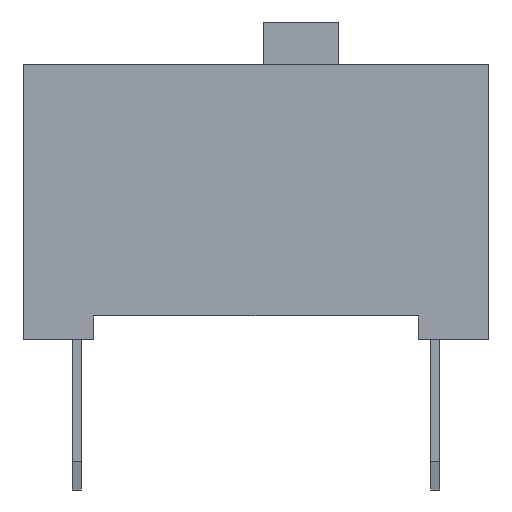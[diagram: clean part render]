
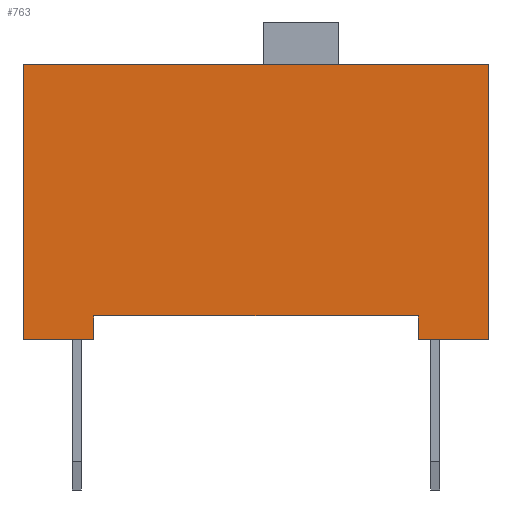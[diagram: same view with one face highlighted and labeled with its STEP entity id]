
A CAD part, front view. The second image highlights one B-rep face of the part: STEP entity #763.
In plain terms, the highlighted planar face has unit normal (0, -1, 0).
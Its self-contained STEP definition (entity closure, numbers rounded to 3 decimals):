
#12=DIRECTION('',(0.,0.,1.));
#27=VECTOR('',#28,1.);
#28=DIRECTION('',(-1.,0.,0.));
#34=VECTOR('',#12,1.);
#69=CARTESIAN_POINT('',(8.76,-30.185,0.));
#81=VERTEX_POINT('',#82);
#82=CARTESIAN_POINT('',(-1.14,-30.185,5.85));
#85=EDGE_CURVE('',#86,#81,#88,.T.);
#86=VERTEX_POINT('',#87);
#87=CARTESIAN_POINT('',(-1.14,-30.185,0.));
#88=LINE('',#87,#34);
#103=DIRECTION('',(1.,0.,0.));
#114=DIRECTION('',(0.,1.,0.));
#120=VECTOR('',#103,1.);
#123=VERTEX_POINT('',#124);
#124=CARTESIAN_POINT('',(7.26,-30.185,0.5));
#127=ORIENTED_EDGE('',*,*,#128,.T.);
#128=EDGE_CURVE('',#123,#129,#131,.T.);
#129=VERTEX_POINT('',#130);
#130=CARTESIAN_POINT('',(0.36,-30.185,0.5));
#131=LINE('',#132,#27);
#132=CARTESIAN_POINT('',(3.06,-30.185,0.5));
#746=VECTOR('',#747,1.);
#747=DIRECTION('',(0.,0.,-1.));
#755=VERTEX_POINT('',#756);
#756=CARTESIAN_POINT('',(0.36,-30.185,0.));
#759=ORIENTED_EDGE('',*,*,#760,.F.);
#760=EDGE_CURVE('',#86,#755,#761,.T.);
#761=LINE('',#87,#120);
#763=ADVANCED_FACE('',(#764),#786,.F.);
#764=FACE_BOUND('',#765,.F.);
#765=EDGE_LOOP('',(#759,#766,#767,#772,#776,#780,#127,#783));
#766=ORIENTED_EDGE('',*,*,#85,.T.);
#767=ORIENTED_EDGE('',*,*,#768,.T.);
#768=EDGE_CURVE('',#81,#769,#771,.T.);
#769=VERTEX_POINT('',#770);
#770=CARTESIAN_POINT('',(8.76,-30.185,5.85));
#771=LINE('',#82,#120);
#772=ORIENTED_EDGE('',*,*,#773,.F.);
#773=EDGE_CURVE('',#774,#769,#775,.T.);
#774=VERTEX_POINT('',#69);
#775=LINE('',#69,#34);
#776=ORIENTED_EDGE('',*,*,#777,.F.);
#777=EDGE_CURVE('',#778,#774,#761,.T.);
#778=VERTEX_POINT('',#779);
#779=CARTESIAN_POINT('',(7.26,-30.185,0.));
#780=ORIENTED_EDGE('',*,*,#781,.T.);
#781=EDGE_CURVE('',#778,#123,#782,.T.);
#782=LINE('',#779,#34);
#783=ORIENTED_EDGE('',*,*,#784,.T.);
#784=EDGE_CURVE('',#129,#755,#785,.T.);
#785=LINE('',#756,#746);
#786=PLANE('',#787);
#787=AXIS2_PLACEMENT_3D('',#87,#114,#103);
